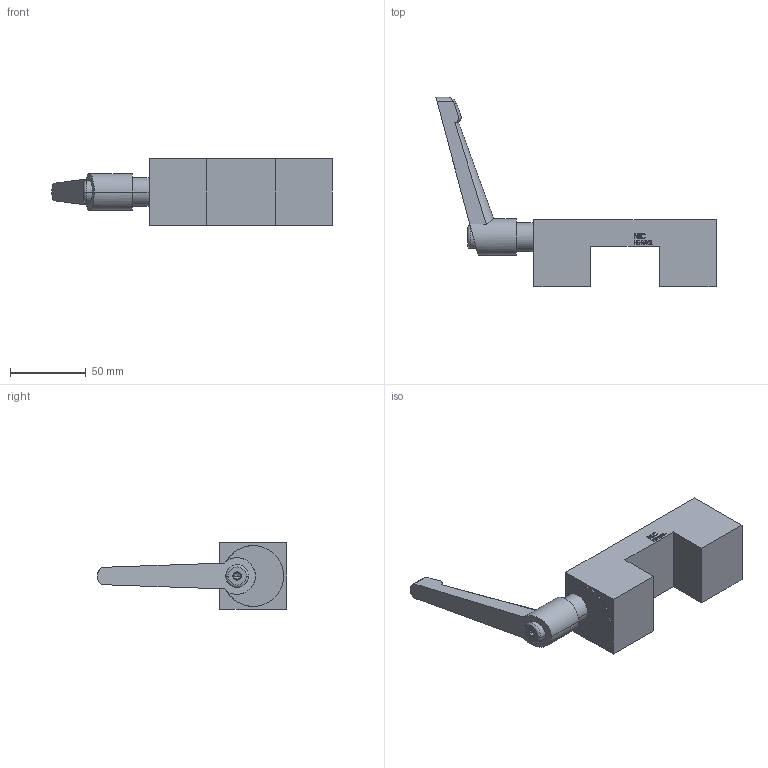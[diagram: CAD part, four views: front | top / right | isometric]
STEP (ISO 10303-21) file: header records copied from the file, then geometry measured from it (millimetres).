
FILE_DESCRIPTION((''),'2;1');
FILE_NAME('NK4501A-NIC','2023-07-12T22:09:28',('lx'),(''),'CREO PARAMETRIC BY PTC INC, 2018100','CREO PARAMETRIC BY PTC INC, 2018100','');
FILE_SCHEMA(('CONFIG_CONTROL_DESIGN'));
Length unit declared in the file: millimetre
Products named in the file (1): NK4501A-NIC
Bounding box: 184.5 x 124.6 x 44 mm (x, y, z)
Volume: 196417.1 mm3; surface area: 42486.1 mm2
Topology: 1 solids, 4 shells, 287 faces, 774 edges, 513 vertices
Faces by surface type: plane 232, cylinder 41, cone 10, torus 4
Entity records: 9108 total; most frequent: CARTESIAN_POINT 1898, ORIENTED_EDGE 1538, DIRECTION 1362, EDGE_CURVE 770, VECTOR 652, LINE 652, VERTEX_POINT 513, AXIS2_PLACEMENT_3D 355
